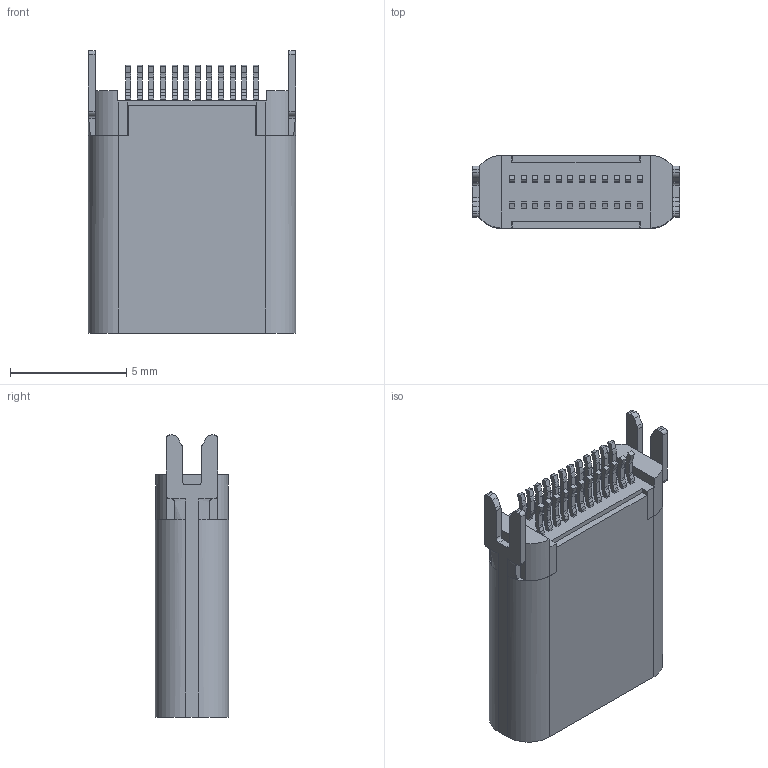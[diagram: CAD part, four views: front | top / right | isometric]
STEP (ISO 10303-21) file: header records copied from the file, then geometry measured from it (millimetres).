
FILE_DESCRIPTION(/* description */ (''),/* implementation_level */ '2;1');
FILE_NAME(/* name */ 'USBC Female Direct v1.stp',/* time_stamp */ '2025-09-12T00:23:55+02:00',/* author */ (''),/* organization */ (''),/* preprocessor_version */ 'ST-DEVELOPER v20.1',/* originating_system */ 'Autodesk Translation Framework v14.10.0.0',/* authorisation */ '');
FILE_SCHEMA (('AUTOMOTIVE_DESIGN { 1 0 10303 214 3 1 1 }'));
Length unit declared in the file: millimetre
Products named in the file (2): USB-C Female Direct; xb-u263-241n-4bvc01
Assembly tree (1 placements, depth 2):
  USB-C Female Direct
    xb-u263-241n-4bvc01
Bounding box: 8.94 x 3.16 x 12.16 mm (x, y, z)
Volume: 146.4 mm3; surface area: 611.3 mm2
Topology: 1 solids, 1 shells, 1051 faces, 3008 edges, 2008 vertices
Faces by surface type: plane 851, cylinder 192, bspline 8
Entity records: 34363 total; most frequent: CARTESIAN_POINT 6490, ORIENTED_EDGE 6016, DIRECTION 5460, EDGE_CURVE 3008, LINE 2584, VECTOR 2584, VERTEX_POINT 2008, AXIS2_PLACEMENT_3D 1438
